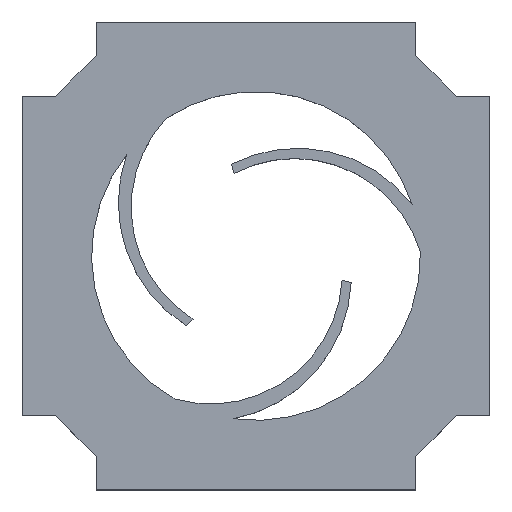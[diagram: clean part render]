
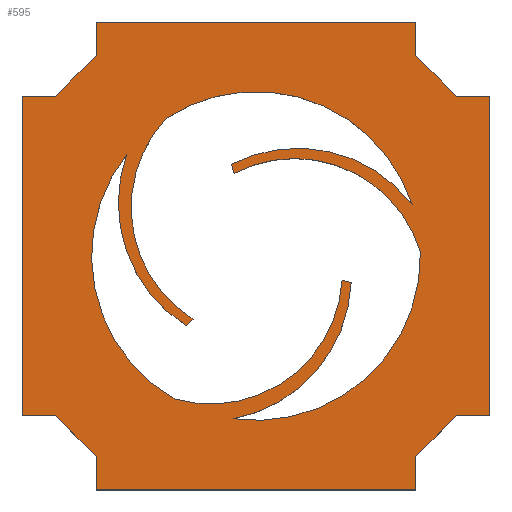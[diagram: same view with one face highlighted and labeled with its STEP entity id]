
A CAD part, top view. The second image highlights one B-rep face of the part: STEP entity #595.
In plain terms, the highlighted planar face has unit normal (0, 0, 1).
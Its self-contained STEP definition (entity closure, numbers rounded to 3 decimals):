
#15=FACE_BOUND('',#103,.T.);
#18=CIRCLE('',#631,17.5);
#20=CIRCLE('',#634,15.386);
#22=CIRCLE('',#638,14.);
#24=CIRCLE('',#641,17.5);
#26=CIRCLE('',#644,15.386);
#28=CIRCLE('',#648,14.);
#30=CIRCLE('',#651,17.5);
#32=CIRCLE('',#654,15.386);
#34=CIRCLE('',#658,14.);
#72=FACE_OUTER_BOUND('',#102,.T.);
#102=EDGE_LOOP('',(#490,#491,#492,#493,#494,#495,#496,#497,#498,#499,#500,
#501,#502,#503,#504,#505));
#103=EDGE_LOOP('',(#506,#507,#508,#509,#510,#511,#512,#513,#514,#515,#516,
#517));
#108=LINE('',#837,#174);
#112=LINE('',#844,#178);
#115=LINE('',#850,#181);
#118=LINE('',#858,#184);
#121=LINE('',#864,#187);
#124=LINE('',#870,#190);
#128=LINE('',#879,#194);
#132=LINE('',#886,#198);
#135=LINE('',#892,#201);
#138=LINE('',#900,#204);
#141=LINE('',#906,#207);
#144=LINE('',#912,#210);
#151=LINE('',#934,#217);
#157=LINE('',#958,#223);
#163=LINE('',#982,#229);
#165=LINE('',#988,#231);
#167=LINE('',#991,#233);
#169=LINE('',#994,#235);
#171=LINE('',#997,#237);
#174=VECTOR('',#671,10.);
#178=VECTOR('',#677,10.);
#181=VECTOR('',#682,10.);
#184=VECTOR('',#687,10.);
#187=VECTOR('',#692,10.);
#190=VECTOR('',#697,10.);
#194=VECTOR('',#703,10.);
#198=VECTOR('',#709,10.);
#201=VECTOR('',#714,10.);
#204=VECTOR('',#719,10.);
#207=VECTOR('',#724,10.);
#210=VECTOR('',#729,10.);
#217=VECTOR('',#750,10.);
#223=VECTOR('',#776,10.);
#229=VECTOR('',#802,10.);
#231=VECTOR('',#812,10.);
#233=VECTOR('',#816,10.);
#235=VECTOR('',#820,10.);
#237=VECTOR('',#824,10.);
#240=VERTEX_POINT('',#834);
#241=VERTEX_POINT('',#836);
#243=VERTEX_POINT('',#842);
#245=VERTEX_POINT('',#848);
#248=VERTEX_POINT('',#855);
#249=VERTEX_POINT('',#857);
#251=VERTEX_POINT('',#863);
#253=VERTEX_POINT('',#869);
#256=VERTEX_POINT('',#876);
#257=VERTEX_POINT('',#878);
#259=VERTEX_POINT('',#884);
#261=VERTEX_POINT('',#890);
#264=VERTEX_POINT('',#897);
#265=VERTEX_POINT('',#899);
#267=VERTEX_POINT('',#905);
#269=VERTEX_POINT('',#911);
#272=VERTEX_POINT('',#918);
#273=VERTEX_POINT('',#920);
#275=VERTEX_POINT('',#926);
#277=VERTEX_POINT('',#932);
#279=VERTEX_POINT('',#938);
#281=VERTEX_POINT('',#944);
#283=VERTEX_POINT('',#950);
#285=VERTEX_POINT('',#956);
#287=VERTEX_POINT('',#962);
#289=VERTEX_POINT('',#968);
#291=VERTEX_POINT('',#974);
#293=VERTEX_POINT('',#980);
#296=EDGE_CURVE('',#240,#241,#108,.T.);
#300=EDGE_CURVE('',#243,#240,#112,.T.);
#303=EDGE_CURVE('',#245,#243,#115,.T.);
#306=EDGE_CURVE('',#249,#248,#118,.T.);
#309=EDGE_CURVE('',#251,#249,#121,.T.);
#312=EDGE_CURVE('',#253,#251,#124,.T.);
#316=EDGE_CURVE('',#257,#256,#128,.T.);
#320=EDGE_CURVE('',#256,#259,#132,.T.);
#323=EDGE_CURVE('',#259,#261,#135,.T.);
#326=EDGE_CURVE('',#265,#264,#138,.T.);
#329=EDGE_CURVE('',#267,#265,#141,.T.);
#332=EDGE_CURVE('',#269,#267,#144,.T.);
#336=EDGE_CURVE('',#273,#272,#18,.T.);
#340=EDGE_CURVE('',#272,#275,#20,.T.);
#343=EDGE_CURVE('',#275,#277,#151,.T.);
#346=EDGE_CURVE('',#277,#279,#22,.T.);
#349=EDGE_CURVE('',#279,#281,#24,.T.);
#352=EDGE_CURVE('',#281,#283,#26,.T.);
#355=EDGE_CURVE('',#283,#285,#157,.T.);
#358=EDGE_CURVE('',#285,#287,#28,.T.);
#361=EDGE_CURVE('',#287,#289,#30,.T.);
#364=EDGE_CURVE('',#289,#291,#32,.T.);
#367=EDGE_CURVE('',#291,#293,#163,.T.);
#369=EDGE_CURVE('',#293,#273,#34,.T.);
#371=EDGE_CURVE('',#248,#257,#165,.T.);
#373=EDGE_CURVE('',#253,#245,#167,.T.);
#375=EDGE_CURVE('',#264,#241,#169,.T.);
#377=EDGE_CURVE('',#261,#269,#171,.T.);
#490=ORIENTED_EDGE('',*,*,#377,.T.);
#491=ORIENTED_EDGE('',*,*,#332,.T.);
#492=ORIENTED_EDGE('',*,*,#329,.T.);
#493=ORIENTED_EDGE('',*,*,#326,.T.);
#494=ORIENTED_EDGE('',*,*,#375,.T.);
#495=ORIENTED_EDGE('',*,*,#296,.F.);
#496=ORIENTED_EDGE('',*,*,#300,.F.);
#497=ORIENTED_EDGE('',*,*,#303,.F.);
#498=ORIENTED_EDGE('',*,*,#373,.F.);
#499=ORIENTED_EDGE('',*,*,#312,.T.);
#500=ORIENTED_EDGE('',*,*,#309,.T.);
#501=ORIENTED_EDGE('',*,*,#306,.T.);
#502=ORIENTED_EDGE('',*,*,#371,.T.);
#503=ORIENTED_EDGE('',*,*,#316,.T.);
#504=ORIENTED_EDGE('',*,*,#320,.T.);
#505=ORIENTED_EDGE('',*,*,#323,.T.);
#506=ORIENTED_EDGE('',*,*,#336,.T.);
#507=ORIENTED_EDGE('',*,*,#340,.T.);
#508=ORIENTED_EDGE('',*,*,#343,.T.);
#509=ORIENTED_EDGE('',*,*,#346,.T.);
#510=ORIENTED_EDGE('',*,*,#349,.T.);
#511=ORIENTED_EDGE('',*,*,#352,.T.);
#512=ORIENTED_EDGE('',*,*,#355,.T.);
#513=ORIENTED_EDGE('',*,*,#358,.T.);
#514=ORIENTED_EDGE('',*,*,#361,.T.);
#515=ORIENTED_EDGE('',*,*,#364,.T.);
#516=ORIENTED_EDGE('',*,*,#367,.T.);
#517=ORIENTED_EDGE('',*,*,#369,.T.);
#565=PLANE('',#663);
#595=ADVANCED_FACE('',(#72,#15),#565,.T.);
#631=AXIS2_PLACEMENT_3D('',#921,#736,#737);
#634=AXIS2_PLACEMENT_3D('',#928,#744,#745);
#638=AXIS2_PLACEMENT_3D('',#940,#756,#757);
#641=AXIS2_PLACEMENT_3D('',#946,#763,#764);
#644=AXIS2_PLACEMENT_3D('',#952,#770,#771);
#648=AXIS2_PLACEMENT_3D('',#964,#782,#783);
#651=AXIS2_PLACEMENT_3D('',#970,#789,#790);
#654=AXIS2_PLACEMENT_3D('',#976,#796,#797);
#658=AXIS2_PLACEMENT_3D('',#985,#807,#808);
#663=AXIS2_PLACEMENT_3D('',#998,#825,#826);
#671=DIRECTION('',(1.,0.,0.));
#677=DIRECTION('',(0.707,-0.707,0.));
#682=DIRECTION('',(0.,-1.,0.));
#687=DIRECTION('',(-1.,0.,0.));
#692=DIRECTION('',(-0.707,-0.707,0.));
#697=DIRECTION('',(0.,-1.,0.));
#703=DIRECTION('',(1.,0.,0.));
#709=DIRECTION('',(0.707,-0.707,0.));
#714=DIRECTION('',(0.,-1.,0.));
#719=DIRECTION('',(1.,0.,0.));
#724=DIRECTION('',(0.707,0.707,0.));
#729=DIRECTION('',(0.,1.,0.));
#736=DIRECTION('center_axis',(0.,0.,-1.));
#737=DIRECTION('ref_axis',(1.,0.,0.));
#744=DIRECTION('center_axis',(0.,0.,1.));
#745=DIRECTION('ref_axis',(-0.183,0.983,0.));
#750=DIRECTION('',(-0.966,0.259,0.));
#756=DIRECTION('center_axis',(0.,0.,-1.));
#757=DIRECTION('ref_axis',(-0.272,-0.962,0.));
#763=DIRECTION('center_axis',(0.,0.,-1.));
#764=DIRECTION('ref_axis',(1.,0.,0.));
#770=DIRECTION('center_axis',(0.,0.,1.));
#771=DIRECTION('ref_axis',(0.941,-0.338,0.));
#776=DIRECTION('',(0.707,0.707,0.));
#782=DIRECTION('center_axis',(0.,0.,-1.));
#783=DIRECTION('ref_axis',(-0.734,0.679,0.));
#789=DIRECTION('center_axis',(0.,0.,-1.));
#790=DIRECTION('ref_axis',(1.,0.,0.));
#796=DIRECTION('center_axis',(0.,0.,1.));
#797=DIRECTION('ref_axis',(-0.792,-0.61,0.));
#802=DIRECTION('',(0.259,-0.966,0.));
#807=DIRECTION('center_axis',(0.,0.,-1.));
#808=DIRECTION('ref_axis',(0.957,0.291,0.));
#812=DIRECTION('',(0.,-1.,0.));
#816=DIRECTION('',(1.,0.,0.));
#820=DIRECTION('',(0.,1.,0.));
#824=DIRECTION('',(1.,0.,0.));
#825=DIRECTION('center_axis',(0.,0.,1.));
#826=DIRECTION('ref_axis',(1.,0.,0.));
#834=CARTESIAN_POINT('',(21.512,13.735,5.));
#836=CARTESIAN_POINT('',(25.087,13.735,5.));
#837=CARTESIAN_POINT('',(21.512,13.735,5.));
#842=CARTESIAN_POINT('',(17.187,18.06,5.));
#844=CARTESIAN_POINT('',(17.187,18.06,5.));
#848=CARTESIAN_POINT('',(17.187,21.635,5.));
#850=CARTESIAN_POINT('',(17.187,21.835,5.));
#855=CARTESIAN_POINT('',(-24.713,13.735,5.));
#857=CARTESIAN_POINT('',(-21.138,13.735,5.));
#858=CARTESIAN_POINT('',(-21.138,13.735,5.));
#863=CARTESIAN_POINT('',(-16.813,18.06,5.));
#864=CARTESIAN_POINT('',(-16.813,18.06,5.));
#869=CARTESIAN_POINT('',(-16.813,21.635,5.));
#870=CARTESIAN_POINT('',(-16.813,21.835,5.));
#876=CARTESIAN_POINT('',(-21.138,-20.265,5.));
#878=CARTESIAN_POINT('',(-24.713,-20.265,5.));
#879=CARTESIAN_POINT('',(-24.913,-20.265,5.));
#884=CARTESIAN_POINT('',(-16.813,-24.591,5.));
#886=CARTESIAN_POINT('',(-21.138,-20.265,5.));
#890=CARTESIAN_POINT('',(-16.813,-28.165,5.));
#892=CARTESIAN_POINT('',(-16.813,-24.591,5.));
#897=CARTESIAN_POINT('',(25.087,-20.265,5.));
#899=CARTESIAN_POINT('',(21.512,-20.265,5.));
#900=CARTESIAN_POINT('',(21.512,-20.265,5.));
#905=CARTESIAN_POINT('',(17.187,-24.591,5.));
#906=CARTESIAN_POINT('',(17.187,-24.591,5.));
#911=CARTESIAN_POINT('',(17.187,-28.165,5.));
#912=CARTESIAN_POINT('',(17.187,-28.365,5.));
#918=CARTESIAN_POINT('',(-2.251,-20.595,5.));
#920=CARTESIAN_POINT('',(17.682,-2.827,5.));
#921=CARTESIAN_POINT('Origin',(0.187,-3.265,5.));
#926=CARTESIAN_POINT('',(10.313,-6.104,5.));
#928=CARTESIAN_POINT('Origin',(-5.06,-5.467,5.));
#932=CARTESIAN_POINT('',(9.347,-5.845,5.));
#934=CARTESIAN_POINT('',(4.752,-4.614,5.));
#938=CARTESIAN_POINT('',(-8.432,-18.496,5.));
#940=CARTESIAN_POINT('Origin',(-4.628,-5.022,5.));
#944=CARTESIAN_POINT('',(-13.565,7.557,5.));
#946=CARTESIAN_POINT('Origin',(0.187,-3.265,5.));
#950=CARTESIAN_POINT('',(-7.215,-10.699,5.));
#952=CARTESIAN_POINT('Origin',(0.917,2.362,5.));
#956=CARTESIAN_POINT('',(-6.508,-9.992,5.));
#958=CARTESIAN_POINT('',(-3.153,-6.636,5.));
#962=CARTESIAN_POINT('',(-9.37,11.394,5.));
#964=CARTESIAN_POINT('Origin',(0.904,1.885,5.));
#968=CARTESIAN_POINT('',(16.81,2.204,5.));
#970=CARTESIAN_POINT('Origin',(0.187,-3.265,5.));
#974=CARTESIAN_POINT('',(-2.41,6.497,5.));
#976=CARTESIAN_POINT('Origin',(4.623,-7.187,5.));
#980=CARTESIAN_POINT('',(-2.151,5.531,5.));
#982=CARTESIAN_POINT('',(-0.973,1.135,5.));
#985=CARTESIAN_POINT('Origin',(4.287,-6.901,5.));
#988=CARTESIAN_POINT('',(-24.713,13.735,5.));
#991=CARTESIAN_POINT('',(16.987,21.635,5.));
#994=CARTESIAN_POINT('',(25.087,-20.265,5.));
#997=CARTESIAN_POINT('',(-16.813,-28.165,5.));
#998=CARTESIAN_POINT('Origin',(0.187,-3.265,5.));
